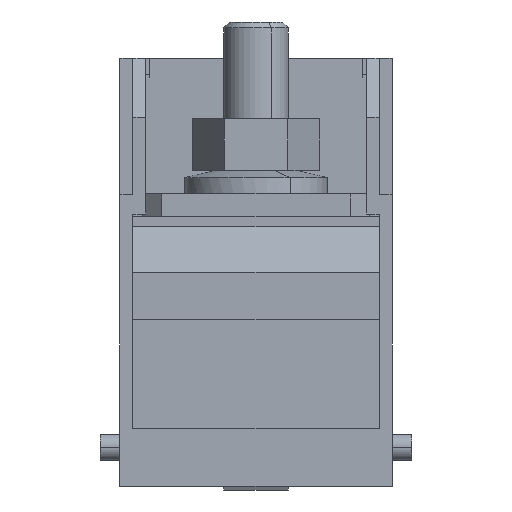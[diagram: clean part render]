
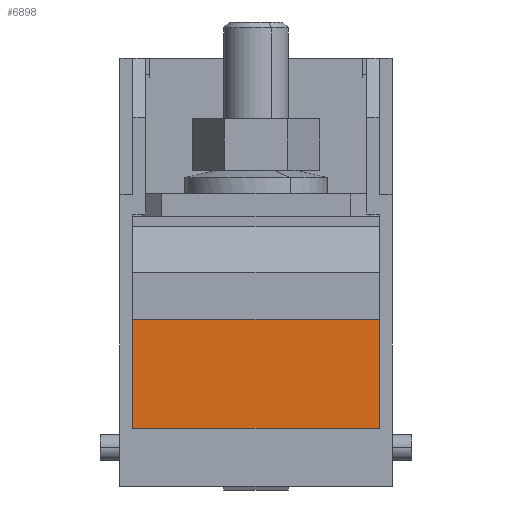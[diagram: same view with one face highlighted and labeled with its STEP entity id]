
A CAD part, front view. The second image highlights one B-rep face of the part: STEP entity #6898.
In plain terms, the highlighted planar face has unit normal (0, -1, 0).
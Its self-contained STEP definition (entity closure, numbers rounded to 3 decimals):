
#6890=AXIS2_PLACEMENT_3D('Plane Axis2P3D',#6887,#6888,#6889) ;
#5199=CARTESIAN_POINT('Vertex',(43.,22.6,26.35)) ;
#5202=CARTESIAN_POINT('Line Origine',(43.,22.6,15.95)) ;
#5206=CARTESIAN_POINT('Vertex',(43.,22.6,5.55)) ;
#5404=CARTESIAN_POINT('Vertex',(5.,22.6,5.55)) ;
#5407=CARTESIAN_POINT('Line Origine',(5.,22.6,15.95)) ;
#5411=CARTESIAN_POINT('Vertex',(5.,22.6,26.35)) ;
#5766=CARTESIAN_POINT('Line Origine',(24.,22.6,5.55)) ;
#6874=CARTESIAN_POINT('Line Origine',(24.,22.6,26.35)) ;
#6887=CARTESIAN_POINT('Axis2P3D Location',(43.,22.6,5.55)) ;
#5203=DIRECTION('Vector Direction',(0.,0.,1.)) ;
#5408=DIRECTION('Vector Direction',(0.,0.,1.)) ;
#5767=DIRECTION('Vector Direction',(-1.,0.,0.)) ;
#6875=DIRECTION('Vector Direction',(-1.,0.,0.)) ;
#6888=DIRECTION('Axis2P3D Direction',(0.,-1.,0.)) ;
#6889=DIRECTION('Axis2P3D XDirection',(0.,0.,1.)) ;
#5204=VECTOR('Line Direction',#5203,1.) ;
#5409=VECTOR('Line Direction',#5408,1.) ;
#5768=VECTOR('Line Direction',#5767,1.) ;
#6876=VECTOR('Line Direction',#6875,1.) ;
#6893=ORIENTED_EDGE('',*,*,#5770,.F.) ;
#6894=ORIENTED_EDGE('',*,*,#5208,.T.) ;
#6895=ORIENTED_EDGE('',*,*,#6878,.T.) ;
#6896=ORIENTED_EDGE('',*,*,#5413,.F.) ;
#6898=ADVANCED_FACE('Hauptk\X2\00F6\X0\rper',(#6897),#6891,.T.) ;
#5208=EDGE_CURVE('',#5207,#5200,#5205,.T.) ;
#5413=EDGE_CURVE('',#5405,#5412,#5410,.T.) ;
#5770=EDGE_CURVE('',#5207,#5405,#5769,.T.) ;
#6878=EDGE_CURVE('',#5200,#5412,#6877,.T.) ;
#6892=EDGE_LOOP('',(#6893,#6894,#6895,#6896)) ;
#6897=FACE_OUTER_BOUND('',#6892,.T.) ;
#5205=LINE('Line',#5202,#5204) ;
#5410=LINE('Line',#5407,#5409) ;
#5769=LINE('Line',#5766,#5768) ;
#6877=LINE('Line',#6874,#6876) ;
#6891=PLANE('',#6890) ;
#5200=VERTEX_POINT('',#5199) ;
#5207=VERTEX_POINT('',#5206) ;
#5405=VERTEX_POINT('',#5404) ;
#5412=VERTEX_POINT('',#5411) ;
